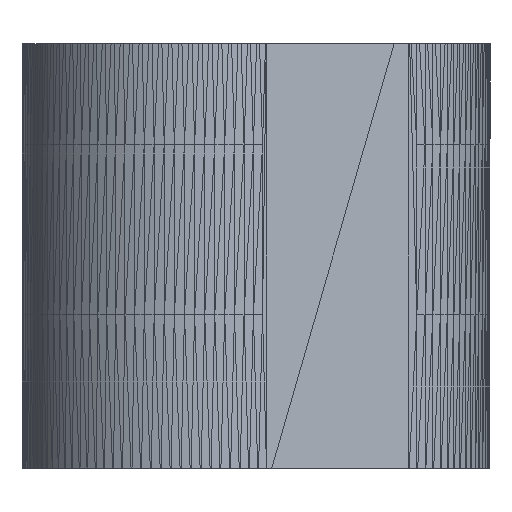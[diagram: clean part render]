
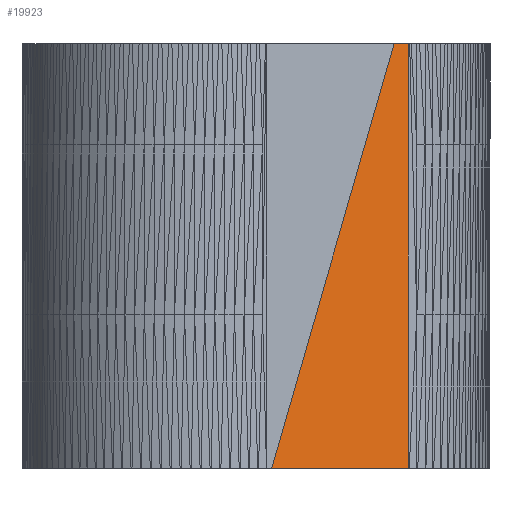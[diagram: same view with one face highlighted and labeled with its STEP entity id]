
A CAD part, left-side view. The second image highlights one B-rep face of the part: STEP entity #19923.
In plain terms, the highlighted planar face has unit normal (-0.866, -0.5, 0).
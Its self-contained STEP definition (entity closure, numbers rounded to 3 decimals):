
#54=LINE('',#27688,#2845);
#582=LINE('',#28746,#3373);
#1414=LINE('',#30418,#4205);
#1416=LINE('',#30421,#4207);
#2845=VECTOR('',#22284,10.);
#3373=VECTOR('',#22956,10.);
#4205=VECTOR('',#24270,10.);
#4207=VECTOR('',#24274,10.);
#5953=FACE_OUTER_BOUND('',#7209,.T.);
#7209=EDGE_LOOP('',(#14883,#14884,#14885,#14886));
#8270=VERTEX_POINT('',#27685);
#8271=VERTEX_POINT('',#27687);
#8728=VERTEX_POINT('',#28743);
#8729=VERTEX_POINT('',#28745);
#9917=EDGE_CURVE('',#8271,#8270,#54,.T.);
#10446=EDGE_CURVE('',#8729,#8728,#582,.T.);
#11279=EDGE_CURVE('',#8270,#8729,#1414,.T.);
#11281=EDGE_CURVE('',#8271,#8728,#1416,.T.);
#14883=ORIENTED_EDGE('',*,*,#10446,.T.);
#14884=ORIENTED_EDGE('',*,*,#11281,.F.);
#14885=ORIENTED_EDGE('',*,*,#9917,.T.);
#14886=ORIENTED_EDGE('',*,*,#11279,.T.);
#18695=PLANE('',#21207);
#19923=ADVANCED_FACE('',(#5953),#18695,.T.);
#21207=AXIS2_PLACEMENT_3D('',#30420,#24272,#24273);
#22284=DIRECTION('',(0.5,-0.866,0.));
#22956=DIRECTION('',(-0.5,0.866,0.));
#24270=DIRECTION('',(0.,0.,1.));
#24272=DIRECTION('center_axis',(-0.866,-0.5,0.));
#24273=DIRECTION('ref_axis',(0.,0.,1.));
#24274=DIRECTION('',(0.158,-0.274,0.949));
#27685=CARTESIAN_POINT('',(-44.9,25.,-101.5));
#27687=CARTESIAN_POINT('',(-69.067,66.857,-101.5));
#27688=CARTESIAN_POINT('',(-40.18,16.825,-101.5));
#28743=CARTESIAN_POINT('',(-47.4,29.33,28.5));
#28745=CARTESIAN_POINT('',(-44.9,25.,28.5));
#28746=CARTESIAN_POINT('',(-29.355,-1.924,28.5));
#30418=CARTESIAN_POINT('',(-44.9,25.,-106.5));
#30420=CARTESIAN_POINT('Origin',(-44.9,25.,-106.5));
#30421=CARTESIAN_POINT('',(-69.9,68.3,-106.5));
